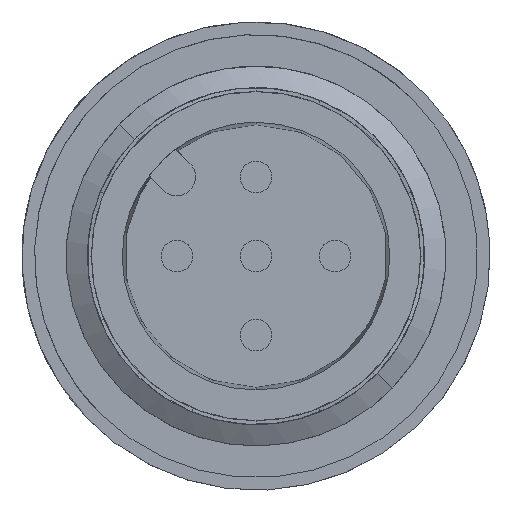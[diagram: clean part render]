
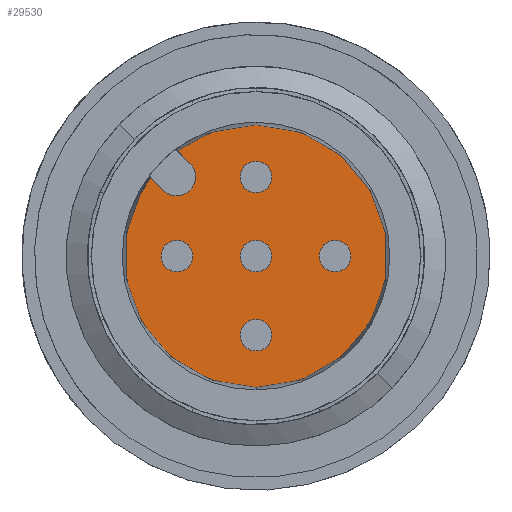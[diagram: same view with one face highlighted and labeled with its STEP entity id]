
A CAD part, left-side view. The second image highlights one B-rep face of the part: STEP entity #29530.
In plain terms, the highlighted face is planar.
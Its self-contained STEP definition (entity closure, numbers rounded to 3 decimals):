
#12470=CARTESIAN_POINT('',(-3.328,2.479,-37.9));
#12480=VERTEX_POINT('',#12470);
#12750=CARTESIAN_POINT('',(-2.479,3.328,-37.9));
#12760=VERTEX_POINT('',#12750);
#12790=CARTESIAN_POINT('',(0.,0.,
-37.9));
#12800=DIRECTION('',(0.,0.,-1.));
#12810=DIRECTION('',(1.,0.,0.));
#12820=AXIS2_PLACEMENT_3D('',#12790,#12800,#12810);
#12830=CIRCLE('',#12820,4.15);
#12840=CARTESIAN_POINT('',(4.15,0.,-37.9))
;
#12850=VERTEX_POINT('',#12840);
#12860=EDGE_CURVE('',#12760,#12850,#12830,.T.);
#13000=CARTESIAN_POINT('',(-4.15,0.,-37.9)
);
#13010=VERTEX_POINT('',#13000);
#13040=EDGE_CURVE('',#13010,#12480,#12830,.T.);
#13210=CARTESIAN_POINT('',(-2.086,2.934,-37.9));
#13220=VERTEX_POINT('',#13210);
#13250=CARTESIAN_POINT('',(-31.86,32.709,
-37.9));
#13260=DIRECTION('',(-0.707,0.707,
0.));
#13270=VECTOR('',#13260,1.);
#13280=LINE('',#13250,#13270);
#13290=EDGE_CURVE('',#13220,#12760,#13280,.T.);
#13930=CARTESIAN_POINT('',(-2.854,-0.354,-37.9));
#13940=VERTEX_POINT('',#13930);
#13990=CARTESIAN_POINT('',(-2.5,0.,-37.9))
;
#14000=DIRECTION('',(0.,0.,-1.));
#14010=DIRECTION('',(-0.707,-0.707,
0.));
#14020=AXIS2_PLACEMENT_3D('',#13990,#14000,#14010);
#14030=CIRCLE('',#14020,0.5);
#14040=CARTESIAN_POINT('',(-2.146,0.354,-37.9));
#14050=VERTEX_POINT('',#14040);
#14060=EDGE_CURVE('',#14050,#13940,#14030,.T.);
#14700=CARTESIAN_POINT('',(-0.354,-0.354,-37.9))
;
#14710=VERTEX_POINT('',#14700);
#14740=CARTESIAN_POINT('',(0.,0.,
-37.9));
#14750=DIRECTION('',(0.,0.,-1.));
#14760=DIRECTION('',(-0.707,-0.707,
0.));
#14770=AXIS2_PLACEMENT_3D('',#14740,#14750,#14760);
#14780=CIRCLE('',#14770,0.5);
#14790=CARTESIAN_POINT('',(0.354,0.354,-37.9));
#14800=VERTEX_POINT('',#14790);
#14810=EDGE_CURVE('',#14800,#14710,#14780,.T.);
#19120=CARTESIAN_POINT('',(2.146,-0.354,-37.9));
#19130=VERTEX_POINT('',#19120);
#19180=CARTESIAN_POINT('',(2.5,0.,-37.9));
#19190=DIRECTION('',(0.,0.,-1.));
#19200=DIRECTION('',(-0.707,-0.707,
0.));
#19210=AXIS2_PLACEMENT_3D('',#19180,#19190,#19200);
#19220=CIRCLE('',#19210,0.5);
#19230=CARTESIAN_POINT('',(2.854,0.354,-37.9));
#19240=VERTEX_POINT('',#19230);
#19250=EDGE_CURVE('',#19240,#19130,#19220,.T.);
#19520=CARTESIAN_POINT('',(-31.86,31.012,
-37.9));
#19530=DIRECTION('',(0.707,-0.707,
0.));
#19540=VECTOR('',#19530,1.);
#19550=LINE('',#19520,#19540);
#19560=CARTESIAN_POINT('',(-2.934,2.086,-37.9));
#19570=VERTEX_POINT('',#19560);
#19580=EDGE_CURVE('',#12480,#19570,#19550,.T.);
#22830=CARTESIAN_POINT('',(-0.354,-2.854,-37.9));
#22840=VERTEX_POINT('',#22830);
#22870=CARTESIAN_POINT('',(0.,-2.5,-37.9)
);
#22880=DIRECTION('',(0.,0.,-1.));
#22890=DIRECTION('',(-0.707,-0.707,
0.));
#22900=AXIS2_PLACEMENT_3D('',#22870,#22880,#22890);
#22910=CIRCLE('',#22900,0.5);
#22920=CARTESIAN_POINT('',(0.354,-2.146,-37.9));
#22930=VERTEX_POINT('',#22920);
#22940=EDGE_CURVE('',#22930,#22840,#22910,.T.);
#27240=CARTESIAN_POINT('',(-0.354,2.146,-37.9));
#27250=VERTEX_POINT('',#27240);
#27280=CARTESIAN_POINT('',(0.,2.5,-37.9))
;
#27290=DIRECTION('',(0.,0.,-1.));
#27300=DIRECTION('',(-0.707,-0.707,
0.));
#27310=AXIS2_PLACEMENT_3D('',#27280,#27290,#27300);
#27320=CIRCLE('',#27310,0.5);
#27330=CARTESIAN_POINT('',(0.354,2.854,-37.9));
#27340=VERTEX_POINT('',#27330);
#27350=EDGE_CURVE('',#27340,#27250,#27320,.T.);
#29080=CARTESIAN_POINT('',(-0.035,-1.138,-37.9))
;
#29090=DIRECTION('',(0.,0.,-1.));
#29100=DIRECTION('',(0.707,-0.707,
0.));
#29110=AXIS2_PLACEMENT_3D('',#29080,#29090,#29100);
#29120=PLANE('',#29110);
#29130=EDGE_CURVE('',#14710,#14800,#14780,.T.);
#29140=ORIENTED_EDGE('',*,*,#29130,.F.);
#29150=ORIENTED_EDGE('',*,*,#14810,.F.);
#29160=EDGE_LOOP('',(#29150,#29140));
#29170=FACE_BOUND('',#29160,.T.);
#29180=EDGE_CURVE('',#22840,#22930,#22910,.T.);
#29190=ORIENTED_EDGE('',*,*,#29180,.F.);
#29200=ORIENTED_EDGE('',*,*,#22940,.F.);
#29210=EDGE_LOOP('',(#29200,#29190));
#29220=FACE_BOUND('',#29210,.T.);
#29230=EDGE_CURVE('',#19130,#19240,#19220,.T.);
#29240=ORIENTED_EDGE('',*,*,#29230,.F.);
#29250=ORIENTED_EDGE('',*,*,#19250,.F.);
#29260=EDGE_LOOP('',(#29250,#29240));
#29270=FACE_BOUND('',#29260,.T.);
#29280=EDGE_CURVE('',#27250,#27340,#27320,.T.);
#29290=ORIENTED_EDGE('',*,*,#29280,.F.);
#29300=ORIENTED_EDGE('',*,*,#27350,.F.);
#29310=EDGE_LOOP('',(#29300,#29290));
#29320=FACE_BOUND('',#29310,.T.);
#29330=EDGE_CURVE('',#13940,#14050,#14030,.T.);
#29340=ORIENTED_EDGE('',*,*,#29330,.F.);
#29350=ORIENTED_EDGE('',*,*,#14060,.F.);
#29360=EDGE_LOOP('',(#29350,#29340));
#29370=FACE_BOUND('',#29360,.T.);
#29380=EDGE_CURVE('',#12850,#13010,#12830,.T.);
#29390=ORIENTED_EDGE('',*,*,#29380,.T.);
#29400=ORIENTED_EDGE('',*,*,#12860,.T.);
#29410=ORIENTED_EDGE('',*,*,#13290,.T.);
#29420=CARTESIAN_POINT('',(-2.51,2.51,-37.9));
#29430=DIRECTION('',(0.,0.,-1.));
#29440=DIRECTION('',(1.,0.,0.));
#29450=AXIS2_PLACEMENT_3D('',#29420,#29430,#29440);
#29460=CIRCLE('',#29450,0.6);
#29470=EDGE_CURVE('',#13220,#19570,#29460,.T.);
#29480=ORIENTED_EDGE('',*,*,#29470,.F.);
#29490=ORIENTED_EDGE('',*,*,#19580,.T.);
#29500=ORIENTED_EDGE('',*,*,#13040,.T.);
#29510=EDGE_LOOP('',(#29500,#29490,#29480,#29410,#29400,#29390));
#29520=FACE_OUTER_BOUND('',#29510,.T.);
#29530=ADVANCED_FACE('',(#29170,#29220,#29270,#29320,#29370,#29520),
#29120,.T.);
